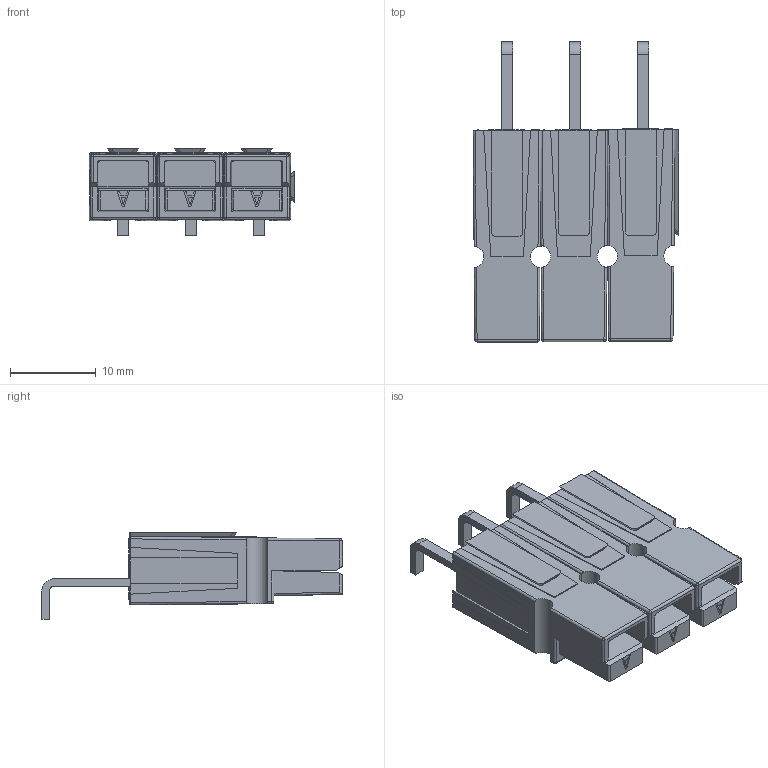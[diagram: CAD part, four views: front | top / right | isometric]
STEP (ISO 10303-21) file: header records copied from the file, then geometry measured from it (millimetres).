
FILE_DESCRIPTION(/* description */ (''),/* implementation_level */ '2;1');
FILE_NAME(/* name */ 'Powerpole_PP30-with-1377G2-PCB-pins-25A_3WAY.step',/* time_stamp */ '2020-12-06T18:29:07+00:00',/* author */ (''),/* organization */ (''),/* preprocessor_version */ 'ST-DEVELOPER v18.1',/* originating_system */ 'Autodesk Translation Framework v9.3.0.1241',/* authorisation */ '');
FILE_SCHEMA (('AUTOMOTIVE_DESIGN { 1 0 10303 214 3 1 1 }'));
Length unit declared in the file: millimetre
Products named in the file (5): Powerpole_PP30-with-1377G2-PCB-pins-25A_3WAY; Powerpole_Anderson_PP30; Powerpole_Anderson_PP30_Green; Powerpole_Anderson_PP30_Black; Powerpole_Anderson_1377G2
Assembly tree (6 placements, depth 2):
  Powerpole_PP30-with-1377G2-PCB-pins-25A_3WAY
    Powerpole_Anderson_PP30
    Powerpole_Anderson_1377G2  x3
    Powerpole_Anderson_PP30_Green
    Powerpole_Anderson_PP30_Black
Bounding box: 23.95 x 34.92 x 10.1 mm (x, y, z)
Volume: 3596.8 mm3; surface area: 3519.3 mm2
Topology: 6 solids, 6 shells, 882 faces, 2331 edges, 1518 vertices
Faces by surface type: plane 621, bspline 162, cylinder 87, sphere 12
Full cylindrical faces by diameter (mm): 0.127 x3
Entity records: 37249 total; most frequent: CARTESIAN_POINT 16804, ORIENTED_EDGE 4542, DIRECTION 3493, EDGE_CURVE 2271, LINE 1775, VECTOR 1775, VERTEX_POINT 1486, EDGE_LOOP 931
